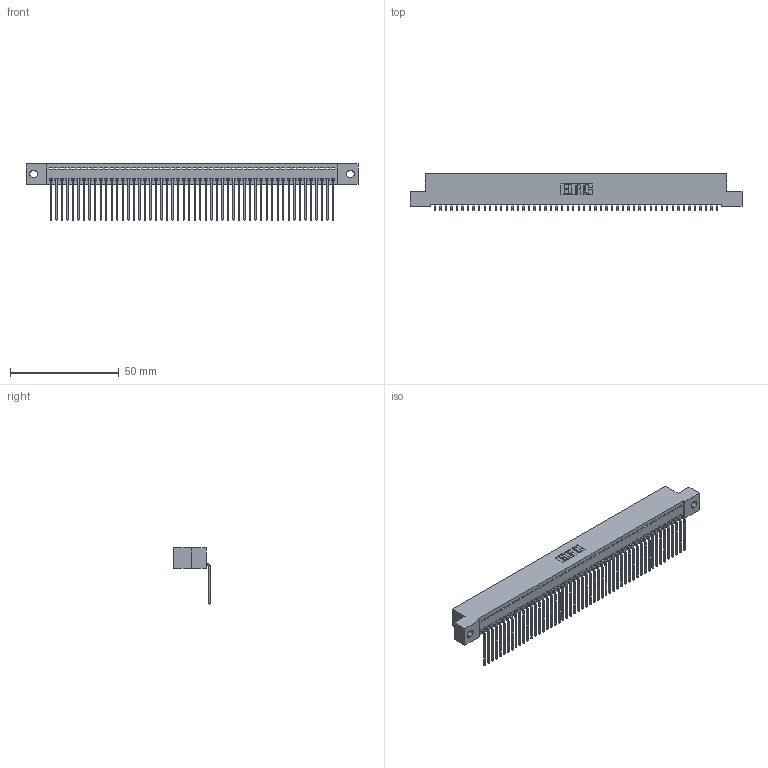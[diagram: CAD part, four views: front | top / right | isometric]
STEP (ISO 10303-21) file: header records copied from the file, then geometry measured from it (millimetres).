
FILE_DESCRIPTION (( 'STEP AP203' ), '1' );
FILE_NAME ('342-052-559-102.STEP', '2019-10-03T01:50:02', ( '' ), ( '' ), 'SwSTEP 2.0', 'SolidWorks 2016', '' );
FILE_SCHEMA (( 'CONFIG_CONTROL_DESIGN' ));
Length unit declared in the file: inch
Products named in the file (3): 342 Part_.128 Slot; 345-292-001_558 559 Tail - 1; 342-052-559-102
Assembly tree (53 placements, depth 2):
  342-052-559-102
    342 Part_.128 Slot
    345-292-001_558 559 Tail - 1  x52
Bounding box: 152.4 x 16.83 x 25.78 mm (x, y, z)
Volume: 13520.4 mm3; surface area: 20784.3 mm2
Topology: 53 solids, 53 shells, 3234 faces, 9775 edges, 6446 vertices
Faces by surface type: plane 2358, cylinder 876
Entity records: 30583 total; most frequent: CARTESIAN_POINT 5282, ORIENTED_EDGE 5270, DIRECTION 4435, EDGE_CURVE 2635, LINE 2507, VECTOR 2507, VERTEX_POINT 1754, AXIS2_PLACEMENT_3D 964
